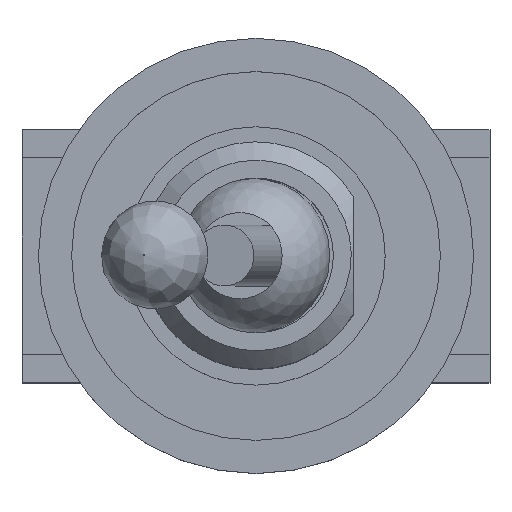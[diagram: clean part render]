
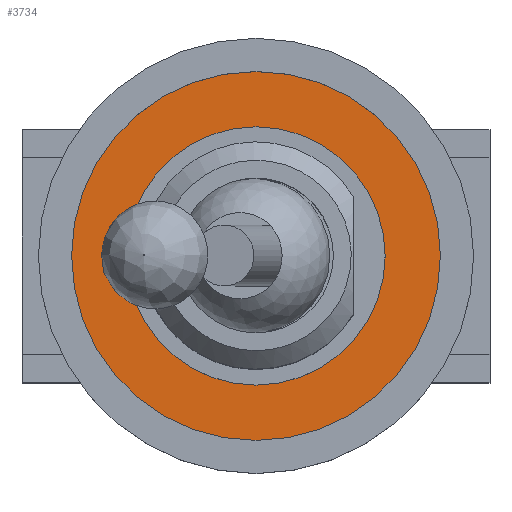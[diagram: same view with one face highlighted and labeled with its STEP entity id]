
A CAD part, top view. The second image highlights one B-rep face of the part: STEP entity #3734.
In plain terms, the highlighted planar face has unit normal (0, 0, 1).
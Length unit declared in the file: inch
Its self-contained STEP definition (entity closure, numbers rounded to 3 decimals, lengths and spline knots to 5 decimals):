
#34=FACE_BOUND('',#573,.T.);
#180=PLANE('',#4034);
#347=FACE_OUTER_BOUND('',#572,.T.);
#572=EDGE_LOOP('',(#3102));
#573=EDGE_LOOP('',(#3103));
#1514=CIRCLE('',#4029,0.13799);
#1517=CIRCLE('',#4033,0.19705);
#1797=VERTEX_POINT('',#6015);
#1800=VERTEX_POINT('',#6023);
#2248=EDGE_CURVE('',#1797,#1797,#1514,.T.);
#2253=EDGE_CURVE('',#1800,#1800,#1517,.T.);
#3102=ORIENTED_EDGE('',*,*,#2253,.T.);
#3103=ORIENTED_EDGE('',*,*,#2248,.F.);
#3734=ADVANCED_FACE('',(#347,#34),#180,.F.);
#4029=AXIS2_PLACEMENT_3D('',#6016,#4818,#4819);
#4033=AXIS2_PLACEMENT_3D('',#6025,#4828,#4829);
#4034=AXIS2_PLACEMENT_3D('',#6026,#4830,#4831);
#4818=DIRECTION('center_axis',(0.,0.,1.));
#4819=DIRECTION('ref_axis',(1.,0.,0.));
#4828=DIRECTION('center_axis',(0.,0.,1.));
#4829=DIRECTION('ref_axis',(1.,0.,0.));
#4830=DIRECTION('center_axis',(0.,0.,-1.));
#4831=DIRECTION('ref_axis',(1.,0.,0.));
#6015=CARTESIAN_POINT('',(-0.13799,0.,0.39921));
#6016=CARTESIAN_POINT('Origin',(0.,0.,
0.39921));
#6023=CARTESIAN_POINT('',(-0.19705,0.,0.39921));
#6025=CARTESIAN_POINT('Origin',(0.,0.,
0.39921));
#6026=CARTESIAN_POINT('Origin',(0.,0.,
0.39921));
